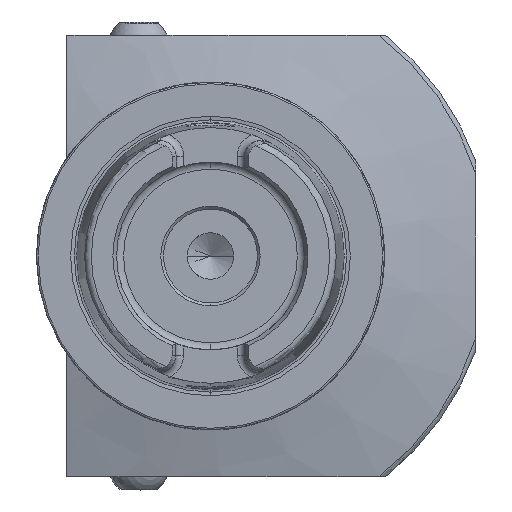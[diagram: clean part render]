
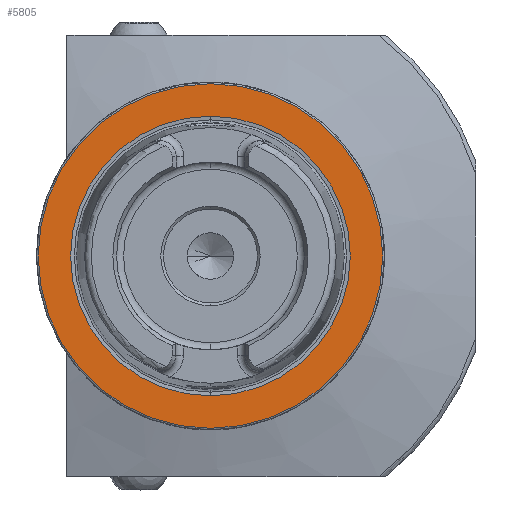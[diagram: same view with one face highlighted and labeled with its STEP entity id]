
A CAD part, left-side view. The second image highlights one B-rep face of the part: STEP entity #5805.
In plain terms, the highlighted planar face has unit normal (-1, 0, 0).
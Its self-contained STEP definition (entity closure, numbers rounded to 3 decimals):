
#116 = CARTESIAN_POINT ( 'NONE',  ( 0., 0., 31.2 ) ) ;
#133 = CARTESIAN_POINT ( 'NONE',  ( 0., 0., 25.324 ) ) ;
#138 = CARTESIAN_POINT ( 'NONE',  ( 0., 0., -25.324 ) ) ;
#222 = CARTESIAN_POINT ( 'NONE',  ( 0., 0., -31.2 ) ) ;
#385 = EDGE_CURVE ( 'NONE', #2176, #2171, #1695, .T. ) ;
#393 = EDGE_CURVE ( 'NONE', #2154, #2880, #1703, .T. ) ;
#664 = AXIS2_PLACEMENT_3D ( 'NONE', #6010, #6008, #6015 ) ;
#1695 = CIRCLE ( 'NONE', #1699, 25.324 ) ;
#1699 = AXIS2_PLACEMENT_3D ( 'NONE', #10043, #10044, #10045 ) ;
#1703 = CIRCLE ( 'NONE', #1706, 31.2 ) ;
#1706 = AXIS2_PLACEMENT_3D ( 'NONE', #10056, #10057, #10058 ) ;
#2154 = VERTEX_POINT ( 'NONE', #116 ) ;
#2171 = VERTEX_POINT ( 'NONE', #133 ) ;
#2176 = VERTEX_POINT ( 'NONE', #138 ) ;
#2880 = VERTEX_POINT ( 'NONE', #222 ) ;
#4636 = ORIENTED_EDGE ( 'NONE', *, *, #8615, .F. ) ;
#4637 = ORIENTED_EDGE ( 'NONE', *, *, #385, .F. ) ;
#4638 = ORIENTED_EDGE ( 'NONE', *, *, #393, .T. ) ;
#4639 = ORIENTED_EDGE ( 'NONE', *, *, #8614, .T. ) ;
#4655 = EDGE_LOOP ( 'NONE', ( #4636, #4637 ) ) ;
#5239 = CARTESIAN_POINT ( 'NONE',  ( 0., 0., 0. ) ) ;
#5240 = DIRECTION ( 'NONE',  ( -1., 0., 0. ) ) ;
#5241 = DIRECTION ( 'NONE',  ( 0., 0., 1. ) ) ;
#5243 = CARTESIAN_POINT ( 'NONE',  ( 0., 0., 0. ) ) ;
#5244 = DIRECTION ( 'NONE',  ( -1., 0., 0. ) ) ;
#5245 = DIRECTION ( 'NONE',  ( 0., 0., 1. ) ) ;
#5805 = ADVANCED_FACE ( 'NONE', ( #6005, #6012 ), #6013, .F. ) ;
#6005 = FACE_BOUND ( 'NONE', #4655, .T. ) ;
#6008 = DIRECTION ( 'NONE',  ( 1., 0., 0. ) ) ;
#6010 = CARTESIAN_POINT ( 'NONE',  ( 0., 31.2, 0. ) ) ;
#6012 = FACE_OUTER_BOUND ( 'NONE', #7228, .T. ) ;
#6013 = PLANE ( 'NONE',  #664 ) ;
#6015 = DIRECTION ( 'NONE',  ( 0., 0., -1. ) ) ;
#7228 = EDGE_LOOP ( 'NONE', ( #4638, #4639 ) ) ;
#8614 = EDGE_CURVE ( 'NONE', #2880, #2154, #8638, .T. ) ;
#8615 = EDGE_CURVE ( 'NONE', #2171, #2176, #8641, .T. ) ;
#8638 = CIRCLE ( 'NONE', #8642, 31.2 ) ;
#8641 = CIRCLE ( 'NONE', #8644, 25.324 ) ;
#8642 = AXIS2_PLACEMENT_3D ( 'NONE', #5239, #5240, #5241 ) ;
#8644 = AXIS2_PLACEMENT_3D ( 'NONE', #5243, #5244, #5245 ) ;
#10043 = CARTESIAN_POINT ( 'NONE',  ( 0., 0., 0. ) ) ;
#10044 = DIRECTION ( 'NONE',  ( -1., 0., 0. ) ) ;
#10045 = DIRECTION ( 'NONE',  ( 0., 0., 1. ) ) ;
#10056 = CARTESIAN_POINT ( 'NONE',  ( 0., 0., 0. ) ) ;
#10057 = DIRECTION ( 'NONE',  ( -1., 0., 0. ) ) ;
#10058 = DIRECTION ( 'NONE',  ( 0., 0., 1. ) ) ;
